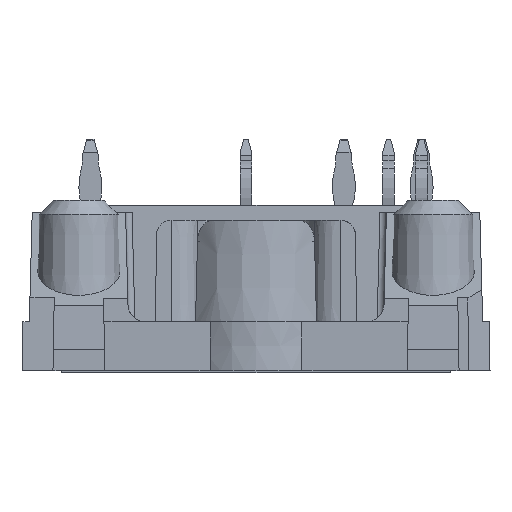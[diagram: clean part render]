
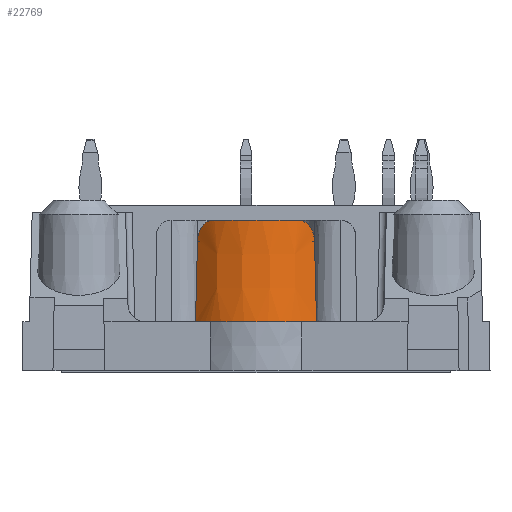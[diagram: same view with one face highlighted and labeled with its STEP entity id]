
A CAD part, left-side view. The second image highlights one B-rep face of the part: STEP entity #22769.
In plain terms, the highlighted conical face has half-angle 1 degrees and reference radius 5.5 mm.
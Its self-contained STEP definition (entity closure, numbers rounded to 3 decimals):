
#23=B_SPLINE_CURVE_WITH_KNOTS('',3,(#30209,#30210,#30211,#30212,#30213),
 .UNSPECIFIED.,.F.,.F.,(4,1,4),(0.,0.001,0.002),
 .UNSPECIFIED.);
#24=B_SPLINE_CURVE_WITH_KNOTS('',3,(#30223,#30224,#30225,#30226,#30227),
 .UNSPECIFIED.,.F.,.F.,(4,1,4),(0.,0.001,0.002),
 .UNSPECIFIED.);
#30=B_SPLINE_CURVE_WITH_KNOTS('',3,(#30389,#30390,#30391,#30392),
 .UNSPECIFIED.,.F.,.F.,(4,4),(0.,0.006),.UNSPECIFIED.);
#33=B_SPLINE_CURVE_WITH_KNOTS('',3,(#30410,#30411,#30412,#30413),
 .UNSPECIFIED.,.F.,.F.,(4,4),(0.,0.006),.UNSPECIFIED.);
#361=CONICAL_SURFACE('',#23731,5.5,0.017);
#403=CIRCLE('',#23672,5.377);
#426=CIRCLE('',#23732,5.5);
#427=CIRCLE('',#23733,5.5);
#428=CIRCLE('',#23734,5.5);
#1259=ORIENTED_EDGE('',*,*,#6045,.T.);
#1260=ORIENTED_EDGE('',*,*,#6046,.F.);
#1261=ORIENTED_EDGE('',*,*,#6047,.F.);
#1262=ORIENTED_EDGE('',*,*,#6048,.F.);
#1263=ORIENTED_EDGE('',*,*,#6039,.F.);
#1264=ORIENTED_EDGE('',*,*,#5972,.F.);
#1265=ORIENTED_EDGE('',*,*,#5969,.T.);
#1266=ORIENTED_EDGE('',*,*,#5967,.F.);
#5967=EDGE_CURVE('',#8387,#8388,#23,.T.);
#5969=EDGE_CURVE('',#8389,#8388,#403,.F.);
#5972=EDGE_CURVE('',#8389,#8391,#24,.T.);
#6039=EDGE_CURVE('',#8391,#8441,#30,.T.);
#6045=EDGE_CURVE('',#8387,#8444,#33,.T.);
#6046=EDGE_CURVE('',#8445,#8444,#426,.T.);
#6047=EDGE_CURVE('',#8446,#8445,#427,.T.);
#6048=EDGE_CURVE('',#8441,#8446,#428,.T.);
#8387=VERTEX_POINT('',#30208);
#8388=VERTEX_POINT('',#30214);
#8389=VERTEX_POINT('',#30218);
#8391=VERTEX_POINT('',#30228);
#8441=VERTEX_POINT('',#30393);
#8444=VERTEX_POINT('',#30409);
#8445=VERTEX_POINT('',#30416);
#8446=VERTEX_POINT('',#30418);
#13463=EDGE_LOOP('',(#1259,#1260,#1261,#1262,#1263,#1264,#1265,#1266));
#14455=FACE_BOUND('',#13463,.T.);
#22769=ADVANCED_FACE('',(#14455),#361,.T.);
#23672=AXIS2_PLACEMENT_3D('',#30217,#25328,#25329);
#23731=AXIS2_PLACEMENT_3D('',#30414,#25482,#25483);
#23732=AXIS2_PLACEMENT_3D('',#30415,#25484,#25485);
#23733=AXIS2_PLACEMENT_3D('',#30417,#25486,#25487);
#23734=AXIS2_PLACEMENT_3D('',#30419,#25488,#25489);
#25328=DIRECTION('',(0.,0.,1.));
#25329=DIRECTION('',(1.,0.,0.));
#25482=DIRECTION('',(0.,0.,-1.));
#25483=DIRECTION('',(-1.,0.,0.));
#25484=DIRECTION('',(0.,0.,-1.));
#25485=DIRECTION('',(-1.,0.,0.));
#25486=DIRECTION('',(0.,0.,-1.));
#25487=DIRECTION('',(-1.,0.,0.));
#25488=DIRECTION('',(0.,0.,-1.));
#25489=DIRECTION('',(-1.,0.,0.));
#30208=CARTESIAN_POINT('',(-31.061,4.063,8.976));
#30209=CARTESIAN_POINT('',(-31.061,4.063,8.976));
#30210=CARTESIAN_POINT('',(-31.061,4.054,9.372));
#30211=CARTESIAN_POINT('',(-31.318,3.829,10.144));
#30212=CARTESIAN_POINT('',(-31.821,3.224,10.45));
#30213=CARTESIAN_POINT('',(-32.034,2.89,10.45));
#30214=CARTESIAN_POINT('',(-32.034,2.89,10.45));
#30217=CARTESIAN_POINT('',(-27.5,0.,10.45));
#30218=CARTESIAN_POINT('',(-32.034,-2.89,10.45));
#30223=CARTESIAN_POINT('',(-32.034,-2.89,10.45));
#30224=CARTESIAN_POINT('',(-31.821,-3.224,10.45));
#30225=CARTESIAN_POINT('',(-31.319,-3.827,10.146));
#30226=CARTESIAN_POINT('',(-31.061,-4.054,9.372));
#30227=CARTESIAN_POINT('',(-31.061,-4.063,8.976));
#30228=CARTESIAN_POINT('',(-31.061,-4.063,8.976));
#30389=CARTESIAN_POINT('',(-31.061,-4.063,8.976));
#30390=CARTESIAN_POINT('',(-31.057,-4.11,7.117));
#30391=CARTESIAN_POINT('',(-31.053,-4.156,5.259));
#30392=CARTESIAN_POINT('',(-31.049,-4.201,3.4));
#30393=CARTESIAN_POINT('',(-31.049,-4.201,3.4));
#30409=CARTESIAN_POINT('',(-31.049,4.201,3.4));
#30410=CARTESIAN_POINT('',(-31.061,4.063,8.976));
#30411=CARTESIAN_POINT('',(-31.057,4.11,7.117));
#30412=CARTESIAN_POINT('',(-31.053,4.156,5.259));
#30413=CARTESIAN_POINT('',(-31.049,4.201,3.4));
#30414=CARTESIAN_POINT('',(-27.5,0.,3.4));
#30415=CARTESIAN_POINT('',(-27.5,0.,3.4));
#30416=CARTESIAN_POINT('',(-32.,3.162,3.4));
#30417=CARTESIAN_POINT('',(-27.5,0.,3.4));
#30418=CARTESIAN_POINT('',(-32.,-3.162,3.4));
#30419=CARTESIAN_POINT('',(-27.5,0.,3.4));
